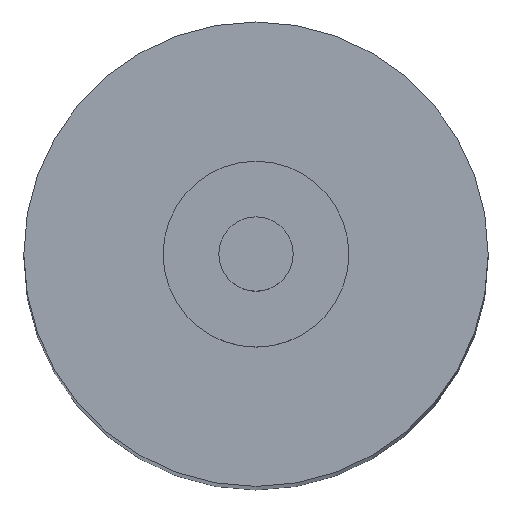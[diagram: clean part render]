
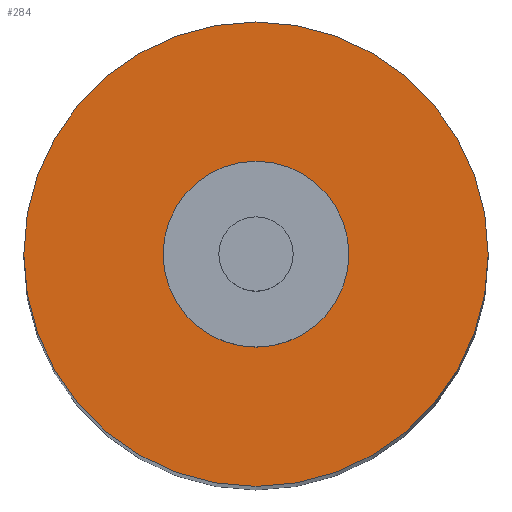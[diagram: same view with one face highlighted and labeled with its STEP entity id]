
A CAD part, top view. The second image highlights one B-rep face of the part: STEP entity #284.
In plain terms, the highlighted planar face has unit normal (0, 0, 1).
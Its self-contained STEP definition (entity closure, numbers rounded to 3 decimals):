
#1 = EDGE_CURVE ( 'NONE', #114, #280, #240, .T. ) ;
#4 = CIRCLE ( 'NONE', #469, 10. ) ;
#40 = CARTESIAN_POINT ( 'NONE',  ( 0., 0., 110. ) ) ;
#62 = DIRECTION ( 'NONE',  ( 0., 0., 1. ) ) ;
#66 = ORIENTED_EDGE ( 'NONE', *, *, #488, .T. ) ;
#73 = EDGE_CURVE ( 'NONE', #280, #114, #352, .T. ) ;
#85 = DIRECTION ( 'NONE',  ( 0., 0., -1. ) ) ;
#89 = CARTESIAN_POINT ( 'NONE',  ( 0., 0., 110. ) ) ;
#92 = CARTESIAN_POINT ( 'NONE',  ( -25., 0., 110. ) ) ;
#101 = DIRECTION ( 'NONE',  ( 1., 0., 0. ) ) ;
#114 = VERTEX_POINT ( 'NONE', #122 ) ;
#116 = DIRECTION ( 'NONE',  ( 0., 0., -1. ) ) ;
#122 = CARTESIAN_POINT ( 'NONE',  ( 25., 0., 110. ) ) ;
#155 = DIRECTION ( 'NONE',  ( 1., 0., 0. ) ) ;
#160 = CIRCLE ( 'NONE', #302, 10. ) ;
#179 = ORIENTED_EDGE ( 'NONE', *, *, #194, .T. ) ;
#181 = CARTESIAN_POINT ( 'NONE',  ( 0., -10., 110. ) ) ;
#194 = EDGE_CURVE ( 'NONE', #377, #314, #160, .T. ) ;
#212 = FACE_OUTER_BOUND ( 'NONE', #271, .T. ) ;
#218 = AXIS2_PLACEMENT_3D ( 'NONE', #40, #85, #438 ) ;
#240 = CIRCLE ( 'NONE', #451, 25. ) ;
#245 = PLANE ( 'NONE',  #495 ) ;
#249 = EDGE_LOOP ( 'NONE', ( #179, #66 ) ) ;
#259 = CARTESIAN_POINT ( 'NONE',  ( 0., 10., 110. ) ) ;
#266 = CARTESIAN_POINT ( 'NONE',  ( 0., 0., 110. ) ) ;
#271 = EDGE_LOOP ( 'NONE', ( #307, #476 ) ) ;
#280 = VERTEX_POINT ( 'NONE', #92 ) ;
#284 = ADVANCED_FACE ( 'NONE', ( #212, #482 ), #245, .T. ) ;
#290 = DIRECTION ( 'NONE',  ( 0., 1., 0. ) ) ;
#302 = AXIS2_PLACEMENT_3D ( 'NONE', #89, #373, #290 ) ;
#303 = CARTESIAN_POINT ( 'NONE',  ( 0., 0., 110. ) ) ;
#307 = ORIENTED_EDGE ( 'NONE', *, *, #1, .F. ) ;
#314 = VERTEX_POINT ( 'NONE', #181 ) ;
#352 = CIRCLE ( 'NONE', #218, 25. ) ;
#373 = DIRECTION ( 'NONE',  ( 0., 0., -1. ) ) ;
#377 = VERTEX_POINT ( 'NONE', #259 ) ;
#390 = CARTESIAN_POINT ( 'NONE',  ( 0., 0., 110. ) ) ;
#438 = DIRECTION ( 'NONE',  ( 1., 0., 0. ) ) ;
#451 = AXIS2_PLACEMENT_3D ( 'NONE', #390, #116, #155 ) ;
#462 = DIRECTION ( 'NONE',  ( 0., 1., 0. ) ) ;
#469 = AXIS2_PLACEMENT_3D ( 'NONE', #266, #470, #462 ) ;
#470 = DIRECTION ( 'NONE',  ( 0., 0., -1. ) ) ;
#476 = ORIENTED_EDGE ( 'NONE', *, *, #73, .F. ) ;
#482 = FACE_BOUND ( 'NONE', #249, .T. ) ;
#488 = EDGE_CURVE ( 'NONE', #314, #377, #4, .T. ) ;
#495 = AXIS2_PLACEMENT_3D ( 'NONE', #303, #62, #101 ) ;
